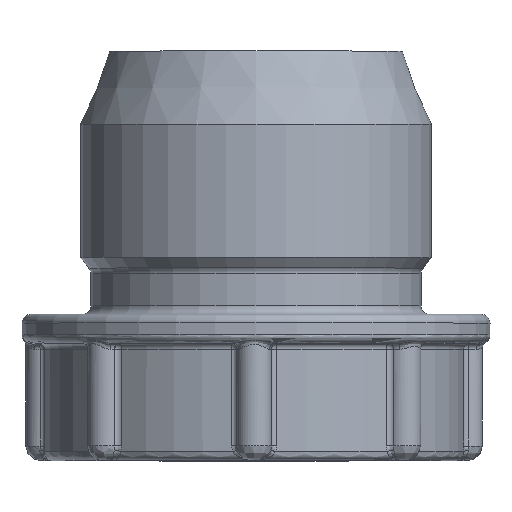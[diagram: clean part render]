
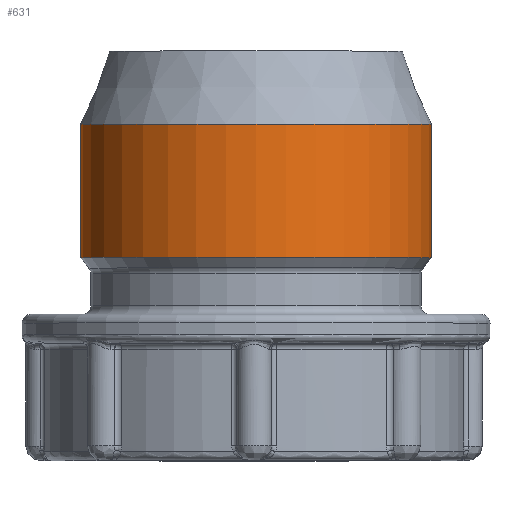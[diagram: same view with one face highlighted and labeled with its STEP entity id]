
A CAD part, top view. The second image highlights one B-rep face of the part: STEP entity #631.
In plain terms, the highlighted cylindrical face has radius 6 mm (diameter 12 mm), a full revolution.
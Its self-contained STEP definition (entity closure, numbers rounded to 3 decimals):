
#212=CYLINDRICAL_SURFACE('',#3532,6.);
#275=FACE_BOUND('',#1117,.T.);
#276=FACE_BOUND('',#1118,.T.);
#416=CIRCLE('',#3516,6.);
#423=CIRCLE('',#3530,6.);
#631=ADVANCED_FACE('',(#275,#276),#212,.T.);
#1117=EDGE_LOOP('',(#1803));
#1118=EDGE_LOOP('',(#1804));
#1803=ORIENTED_EDGE('',*,*,#2974,.T.);
#1804=ORIENTED_EDGE('',*,*,#2967,.F.);
#2632=VERTEX_POINT('',#5854);
#2639=VERTEX_POINT('',#5875);
#2967=EDGE_CURVE('',#2632,#2632,#416,.T.);
#2974=EDGE_CURVE('',#2639,#2639,#423,.T.);
#3516=AXIS2_PLACEMENT_3D('',#5853,#4189,#4190);
#3530=AXIS2_PLACEMENT_3D('',#5874,#4217,#4218);
#3532=AXIS2_PLACEMENT_3D('',#5877,#4221,#4222);
#4189=DIRECTION('',(0.,-1.,0.));
#4190=DIRECTION('',(0.,0.,1.));
#4217=DIRECTION('',(0.,-1.,0.));
#4218=DIRECTION('',(0.,0.,1.));
#4221=DIRECTION('',(0.,-1.,0.));
#4222=DIRECTION('',(0.,0.,-1.));
#5853=CARTESIAN_POINT('',(13.,-125.354,-20.244));
#5854=CARTESIAN_POINT('',(13.,-125.354,-14.244));
#5874=CARTESIAN_POINT('',(13.,-120.796,-20.244));
#5875=CARTESIAN_POINT('',(13.,-120.796,-14.244));
#5877=CARTESIAN_POINT('',(13.,-118.296,-20.244));
